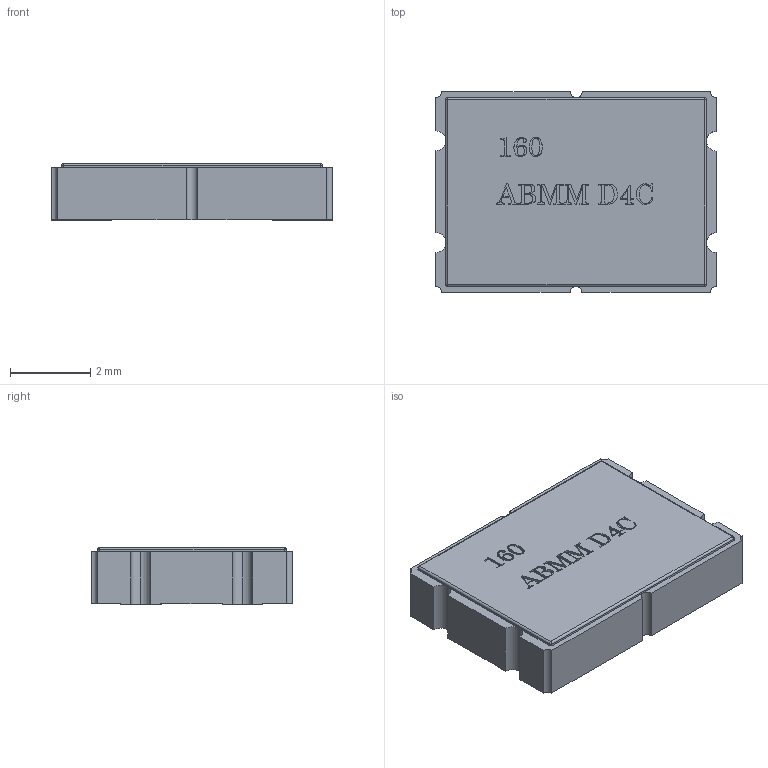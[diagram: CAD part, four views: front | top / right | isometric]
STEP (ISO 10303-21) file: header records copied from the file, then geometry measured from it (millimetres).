
FILE_DESCRIPTION(('FreeCAD Model'),'2;1');
FILE_NAME('User Library-ABMM Crystal.step', '2017-04-09T16:20:29',('kicad StepUp'),('ksu MCAD'), 'Open CASCADE STEP processor 6.8','FreeCAD','Unknown');
FILE_SCHEMA(('AUTOMOTIVE_DESIGN_CC2 { 1 2 10303 214 -1 1 5 4 }'));
Length unit declared in the file: millimetre
Products named in the file (2): ASSEMBLY; User_Library-ABMM_Crystal
Assembly tree (1 placements, depth 2):
  ASSEMBLY
    User_Library-ABMM_Crystal
Bounding box: 7 x 5 x 1.41 mm (x, y, z)
Volume: 47.9 mm3; surface area: 105.2 mm2
Topology: 1 solids, 1 shells, 292 faces, 806 edges, 529 vertices
Faces by surface type: plane 174, bspline 98, cylinder 20
Entity records: 15292 total; most frequent: CARTESIAN_POINT 6422, ORIENTED_EDGE 1604, DIRECTION 1049, EDGE_CURVE 802, LINE 569, VECTOR 569, VERTEX_POINT 529, FACE_BOUND 309
